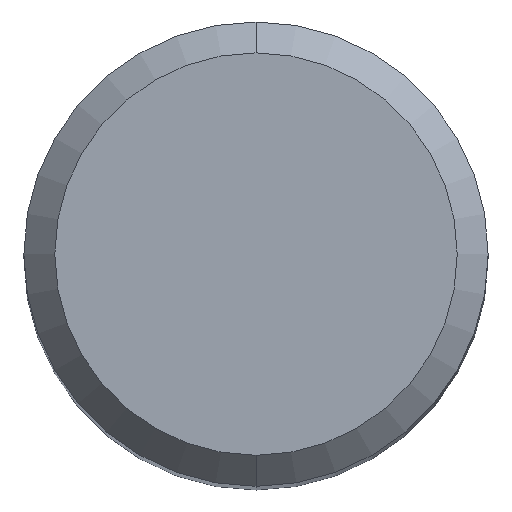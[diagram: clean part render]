
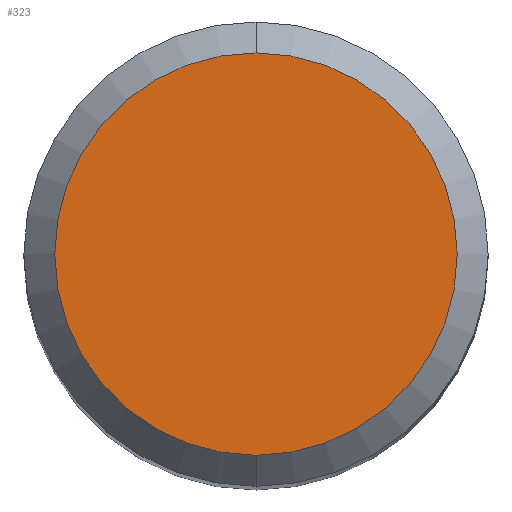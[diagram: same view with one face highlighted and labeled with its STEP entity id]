
A CAD part, top view. The second image highlights one B-rep face of the part: STEP entity #323.
In plain terms, the highlighted planar face has unit normal (0, 0, 1).
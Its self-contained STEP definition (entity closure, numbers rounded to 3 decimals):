
#269=VERTEX_POINT('',#591);
#271=EDGE_CURVE('',#269,#303,#593,.T.);
#303=VERTEX_POINT('',#629);
#323=ADVANCED_FACE('',(#655),#656,.T.);
#463=EDGE_CURVE('',#303,#269,#807,.T.);
#591=CARTESIAN_POINT('',(0.0,2.6,0.0));
#593=CIRCLE('',#1073,2.6);
#629=CARTESIAN_POINT('',(0.,-2.6,0.0));
#655=FACE_OUTER_BOUND('',#1182,.T.);
#656=PLANE('',#1183);
#807=CIRCLE('',#1454,2.6);
#1073=AXIS2_PLACEMENT_3D('',#1583,#1584,#1585);
#1182=EDGE_LOOP('',(#1666,#1667));
#1183=AXIS2_PLACEMENT_3D('',#1668,#1669,#1670);
#1454=AXIS2_PLACEMENT_3D('',#1812,#1813,#1814);
#1583=CARTESIAN_POINT('',(0.0,0.0,0.0));
#1584=DIRECTION('',(0.0,0.0,-1.0));
#1585=DIRECTION('',(0.0,1.0,0.0));
#1666=ORIENTED_EDGE('',*,*,#271,.F.);
#1667=ORIENTED_EDGE('',*,*,#463,.F.);
#1668=CARTESIAN_POINT('',(0.0,1.3,0.0));
#1669=DIRECTION('',(-0.0,0.0,1.0));
#1670=DIRECTION('',(0.0,-1.0,0.0));
#1812=CARTESIAN_POINT('',(0.0,0.0,0.0));
#1813=DIRECTION('',(0.0,0.0,-1.0));
#1814=DIRECTION('',(0.0,1.0,0.0));
